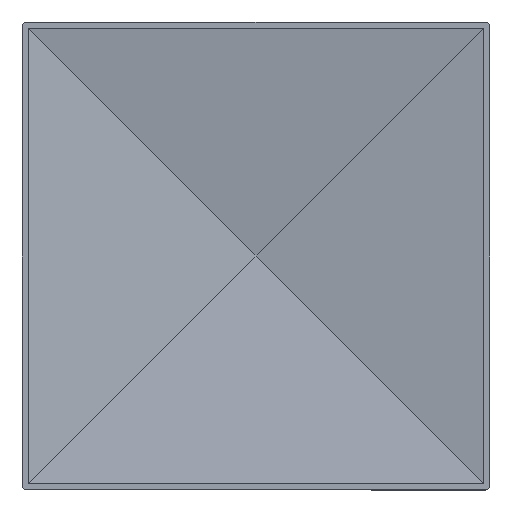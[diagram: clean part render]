
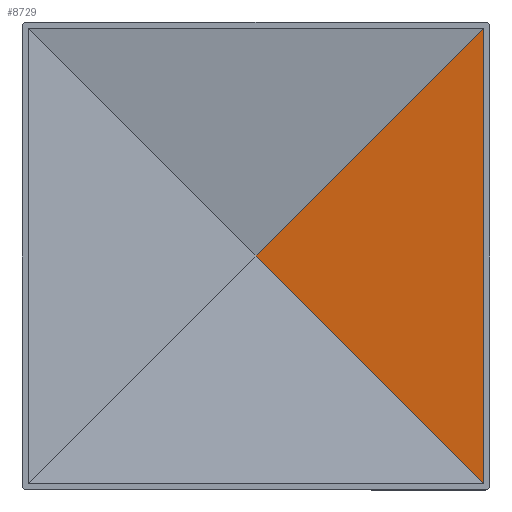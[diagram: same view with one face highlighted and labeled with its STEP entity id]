
A CAD part, front view. The second image highlights one B-rep face of the part: STEP entity #8729.
In plain terms, the highlighted planar face has unit normal (-0.16, -0.987, 0).
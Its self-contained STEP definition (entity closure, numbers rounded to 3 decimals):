
#59 = PLANE ( 'NONE',  #8260 ) ;
#97 = CARTESIAN_POINT ( 'NONE',  ( 3.471, 21.431, -72.5 ) ) ;
#282 = ORIENTED_EDGE ( 'NONE', *, *, #6823, .T. ) ;
#947 = LINE ( 'NONE', #1264, #9179 ) ;
#990 = VERTEX_POINT ( 'NONE', #4538 ) ;
#1264 = CARTESIAN_POINT ( 'NONE',  ( 37.539, 15.913, -37.539 ) ) ;
#2534 = DIRECTION ( 'NONE',  ( 0.987, -0.16, 0. ) ) ;
#2707 = CARTESIAN_POINT ( 'NONE',  ( -34.023, 27.504, -34.023 ) ) ;
#3271 = CARTESIAN_POINT ( 'NONE',  ( 70.5, 10.574, 70.5 ) ) ;
#3703 = ORIENTED_EDGE ( 'NONE', *, *, #10067, .T. ) ;
#3775 = EDGE_CURVE ( 'NONE', #990, #8648, #8666, .T. ) ;
#4112 = DIRECTION ( 'NONE',  ( 0.703, -0.114, -0.703 ) ) ;
#4336 = VECTOR ( 'NONE', #8864, 1000. ) ;
#4474 = FACE_OUTER_BOUND ( 'NONE', #6016, .T. ) ;
#4538 = CARTESIAN_POINT ( 'NONE',  ( 0., 21.993, 0. ) ) ;
#5889 = LINE ( 'NONE', #7155, #4336 ) ;
#6016 = EDGE_LOOP ( 'NONE', ( #3703, #282, #9363 ) ) ;
#6018 = CARTESIAN_POINT ( 'NONE',  ( 70.5, 10.574, -70.5 ) ) ;
#6823 = EDGE_CURVE ( 'NONE', #7645, #8648, #5889, .T. ) ;
#6969 = DIRECTION ( 'NONE',  ( 0.703, -0.114, 0.703 ) ) ;
#7155 = CARTESIAN_POINT ( 'NONE',  ( 70.5, 10.574, -72.5 ) ) ;
#7645 = VERTEX_POINT ( 'NONE', #6018 ) ;
#8260 = AXIS2_PLACEMENT_3D ( 'NONE', #97, #8294, #2534 ) ;
#8294 = DIRECTION ( 'NONE',  ( -0.16, -0.987, 0. ) ) ;
#8648 = VERTEX_POINT ( 'NONE', #3271 ) ;
#8666 = LINE ( 'NONE', #2707, #10488 ) ;
#8729 = ADVANCED_FACE ( 'NONE', ( #4474 ), #59, .T. ) ;
#8864 = DIRECTION ( 'NONE',  ( 0., 0., 1. ) ) ;
#9179 = VECTOR ( 'NONE', #4112, 1000. ) ;
#9363 = ORIENTED_EDGE ( 'NONE', *, *, #3775, .F. ) ;
#10067 = EDGE_CURVE ( 'NONE', #990, #7645, #947, .T. ) ;
#10488 = VECTOR ( 'NONE', #6969, 1000. ) ;
